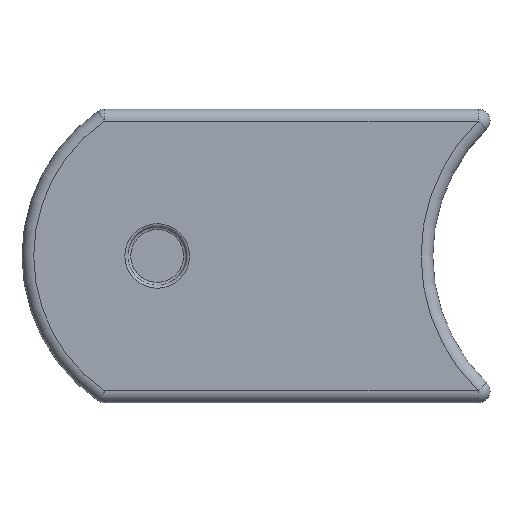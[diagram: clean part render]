
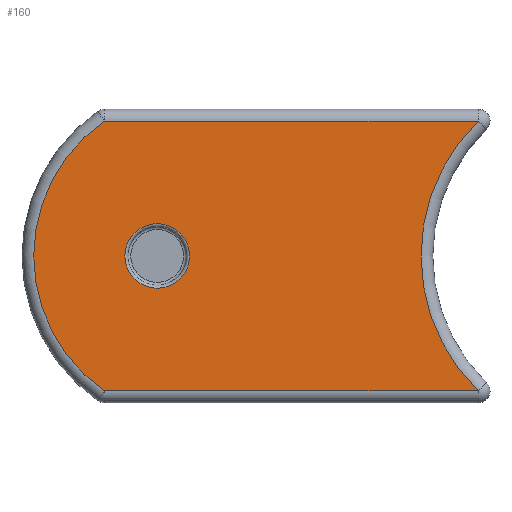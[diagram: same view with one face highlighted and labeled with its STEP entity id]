
A CAD part, top view. The second image highlights one B-rep face of the part: STEP entity #160.
In plain terms, the highlighted planar face has unit normal (0, 0, 1).
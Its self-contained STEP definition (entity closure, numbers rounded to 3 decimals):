
#40=PLANE('',#559);
#58=LINE('',#800,#76);
#61=LINE('',#826,#79);
#76=VECTOR('',#639,1.);
#79=VECTOR('',#674,1.);
#160=ADVANCED_FACE('',(#180,#181),#40,.T.);
#180=FACE_BOUND('',#223,.T.);
#181=FACE_BOUND('',#224,.T.);
#223=EDGE_LOOP('',(#340));
#224=EDGE_LOOP('',(#341,#342,#343,#344));
#340=ORIENTED_EDGE('',*,*,#441,.T.);
#341=ORIENTED_EDGE('',*,*,#425,.T.);
#342=ORIENTED_EDGE('',*,*,#415,.T.);
#343=ORIENTED_EDGE('',*,*,#411,.T.);
#344=ORIENTED_EDGE('',*,*,#421,.T.);
#365=VERTEX_POINT('',#791);
#369=VERTEX_POINT('',#799);
#370=VERTEX_POINT('',#804);
#375=VERTEX_POINT('',#819);
#381=VERTEX_POINT('',#863);
#411=EDGE_CURVE('',#365,#369,#58,.T.);
#415=EDGE_CURVE('',#370,#365,#469,.T.);
#421=EDGE_CURVE('',#369,#375,#475,.T.);
#425=EDGE_CURVE('',#375,#370,#61,.T.);
#441=EDGE_CURVE('',#381,#381,#483,.T.);
#469=CIRCLE('',#524,32.);
#475=CIRCLE('',#533,28.);
#483=CIRCLE('',#558,5.5);
#524=AXIS2_PLACEMENT_3D('',#807,#647,#648);
#533=AXIS2_PLACEMENT_3D('',#820,#665,#666);
#558=AXIS2_PLACEMENT_3D('',#862,#727,#728);
#559=AXIS2_PLACEMENT_3D('',#864,#729,#730);
#639=DIRECTION('',(-1.,0.,0.));
#647=DIRECTION('',(0.,0.,-1.));
#648=DIRECTION('',(1.,0.,0.));
#665=DIRECTION('',(0.,0.,1.));
#666=DIRECTION('',(1.,0.,0.));
#674=DIRECTION('',(1.,0.,0.));
#727=DIRECTION('',(0.,0.,-1.));
#728=DIRECTION('',(1.,0.,0.));
#729=DIRECTION('',(0.,0.,1.));
#730=DIRECTION('',(1.,0.,0.));
#791=CARTESIAN_POINT('',(64.335,-2.,5.));
#799=CARTESIAN_POINT('',(0.614,-2.,5.));
#800=CARTESIAN_POINT('',(35.,-2.,5.));
#804=CARTESIAN_POINT('',(64.335,-48.,5.));
#807=CARTESIAN_POINT('',(86.583,-25.,5.));
#819=CARTESIAN_POINT('',(0.614,-48.,5.));
#820=CARTESIAN_POINT('',(16.583,-25.,5.));
#826=CARTESIAN_POINT('',(35.,-48.,5.));
#862=CARTESIAN_POINT('',(9.614,-25.,5.));
#863=CARTESIAN_POINT('',(15.114,-25.,5.));
#864=CARTESIAN_POINT('',(35.,-25.,5.));
